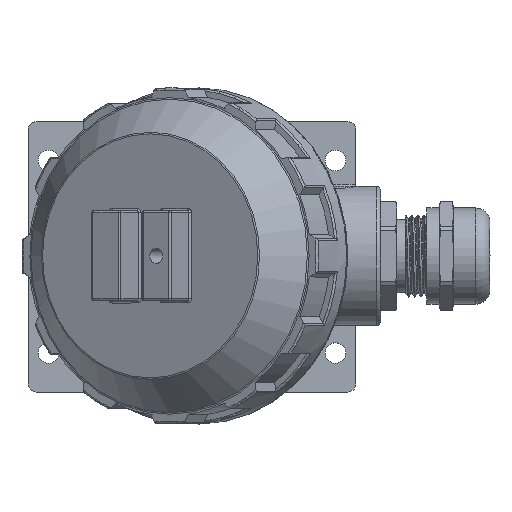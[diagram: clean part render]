
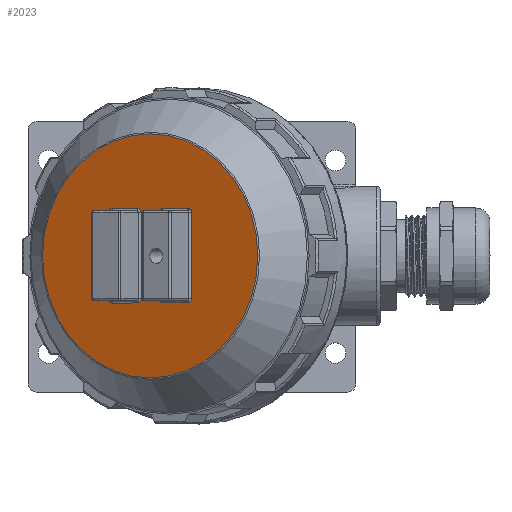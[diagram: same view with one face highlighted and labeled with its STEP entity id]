
A CAD part, top view. The second image highlights one B-rep face of the part: STEP entity #2023.
In plain terms, the highlighted face is planar.
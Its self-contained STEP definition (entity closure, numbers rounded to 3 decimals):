
#2023=ADVANCED_FACE('',(#10296,#10298,#10300),#10302,.T.);
#10296=FACE_BOUND('',#10297,.T.);
#10297=EDGE_LOOP('',(#12382));
#10298=FACE_BOUND('',#10299,.T.);
#10299=EDGE_LOOP('',(#12383,#12384,#12385,#12386,#12387,#12388,#12389,#12390));
#10300=FACE_BOUND('',#10301,.T.);
#10301=EDGE_LOOP('',(#12391,#12392,#12393,#12394,#12395,#12396,#12397,#12398));
#10302=PLANE('',#10303);
#10303=AXIS2_PLACEMENT_3D('',#10304,#10305,#10306);
#10304=CARTESIAN_POINT('',(0.,0.,26.));
#10305=DIRECTION('',(0.,0.,1.));
#10306=DIRECTION('',(1.,0.,0.));
#12382=ORIENTED_EDGE('',*,*,#13586,.T.);
#12383=ORIENTED_EDGE('',*,*,#13587,.F.);
#12384=ORIENTED_EDGE('',*,*,#13588,.F.);
#12385=ORIENTED_EDGE('',*,*,#13589,.F.);
#12386=ORIENTED_EDGE('',*,*,#13590,.F.);
#12387=ORIENTED_EDGE('',*,*,#13591,.F.);
#12388=ORIENTED_EDGE('',*,*,#13592,.F.);
#12389=ORIENTED_EDGE('',*,*,#13593,.F.);
#12390=ORIENTED_EDGE('',*,*,#13594,.F.);
#12391=ORIENTED_EDGE('',*,*,#13595,.F.);
#12392=ORIENTED_EDGE('',*,*,#13596,.F.);
#12393=ORIENTED_EDGE('',*,*,#13597,.F.);
#12394=ORIENTED_EDGE('',*,*,#13598,.F.);
#12395=ORIENTED_EDGE('',*,*,#13599,.F.);
#12396=ORIENTED_EDGE('',*,*,#13600,.F.);
#12397=ORIENTED_EDGE('',*,*,#13601,.F.);
#12398=ORIENTED_EDGE('',*,*,#13602,.F.);
#13586=EDGE_CURVE('',#15045,#15045,#15046,.F.);
#13587=EDGE_CURVE('',#15047,#15048,#15049,.T.);
#13588=EDGE_CURVE('',#15050,#15047,#15051,.T.);
#13589=EDGE_CURVE('',#15052,#15050,#15053,.T.);
#13590=EDGE_CURVE('',#15054,#15052,#15055,.F.);
#13591=EDGE_CURVE('',#15056,#15054,#15057,.T.);
#13592=EDGE_CURVE('',#15058,#15056,#15059,.T.);
#13593=EDGE_CURVE('',#15060,#15058,#15061,.T.);
#13594=EDGE_CURVE('',#15048,#15060,#15062,.F.);
#13595=EDGE_CURVE('',#15063,#15064,#15065,.T.);
#13596=EDGE_CURVE('',#15066,#15063,#15067,.F.);
#13597=EDGE_CURVE('',#15068,#15066,#15069,.T.);
#13598=EDGE_CURVE('',#15070,#15068,#15071,.T.);
#13599=EDGE_CURVE('',#15072,#15070,#15073,.T.);
#13600=EDGE_CURVE('',#15074,#15072,#15075,.F.);
#13601=EDGE_CURVE('',#15076,#15074,#15077,.T.);
#13602=EDGE_CURVE('',#15064,#15076,#15078,.T.);
#15045=VERTEX_POINT('',#23728);
#15046=CIRCLE('',#23729,29.767);
#15047=VERTEX_POINT('',#23733);
#15048=VERTEX_POINT('',#23734);
#15049=LINE('',#23735,#23736);
#15050=VERTEX_POINT('',#23738);
#15051=CIRCLE('',#23739,1.);
#15052=VERTEX_POINT('',#23743);
#15053=LINE('',#23744,#23745);
#15054=VERTEX_POINT('',#23747);
#15055=CIRCLE('',#23748,1.);
#15056=VERTEX_POINT('',#23752);
#15057=LINE('',#23753,#23754);
#15058=VERTEX_POINT('',#23756);
#15059=CIRCLE('',#23757,1.);
#15060=VERTEX_POINT('',#23761);
#15061=LINE('',#23762,#23763);
#15062=CIRCLE('',#23765,1.);
#15063=VERTEX_POINT('',#23769);
#15064=VERTEX_POINT('',#23770);
#15065=LINE('',#23771,#23772);
#15066=VERTEX_POINT('',#23774);
#15067=CIRCLE('',#23775,1.);
#15068=VERTEX_POINT('',#23779);
#15069=LINE('',#23780,#23781);
#15070=VERTEX_POINT('',#23783);
#15071=CIRCLE('',#23784,1.);
#15072=VERTEX_POINT('',#23788);
#15073=LINE('',#23789,#23790);
#15074=VERTEX_POINT('',#23792);
#15075=CIRCLE('',#23793,1.);
#15076=VERTEX_POINT('',#23797);
#15077=LINE('',#23798,#23799);
#15078=CIRCLE('',#23801,1.);
#23728=CARTESIAN_POINT('',(29.767,0.,26.));
#23729=AXIS2_PLACEMENT_3D('',#23730,#23731,#23732);
#23730=CARTESIAN_POINT('',(0.,0.,26.));
#23731=DIRECTION('',(-0.,-0.,-1.));
#23732=DIRECTION('',(1.,0.,0.));
#23733=CARTESIAN_POINT('',(11.5,-10.5,26.));
#23734=CARTESIAN_POINT('',(11.5,10.5,26.));
#23735=CARTESIAN_POINT('',(11.5,-10.5,26.));
#23736=VECTOR('',#23737,1.);
#23737=DIRECTION('',(0.,1.,0.));
#23738=CARTESIAN_POINT('',(10.5,-11.5,26.));
#23739=AXIS2_PLACEMENT_3D('',#23740,#23741,#23742);
#23740=CARTESIAN_POINT('',(10.5,-10.5,26.));
#23741=DIRECTION('',(-0.,0.,1.));
#23742=DIRECTION('',(0.,-1.,0.));
#23743=CARTESIAN_POINT('',(3.5,-11.5,26.));
#23744=CARTESIAN_POINT('',(3.5,-11.5,26.));
#23745=VECTOR('',#23746,1.);
#23746=DIRECTION('',(1.,0.,0.));
#23747=CARTESIAN_POINT('',(2.5,-10.5,26.));
#23748=AXIS2_PLACEMENT_3D('',#23749,#23750,#23751);
#23749=CARTESIAN_POINT('',(3.5,-10.5,26.));
#23750=DIRECTION('',(-0.,-0.,-1.));
#23751=DIRECTION('',(0.,-1.,0.));
#23752=CARTESIAN_POINT('',(2.5,10.5,26.));
#23753=CARTESIAN_POINT('',(2.5,10.5,26.));
#23754=VECTOR('',#23755,1.);
#23755=DIRECTION('',(0.,-1.,0.));
#23756=CARTESIAN_POINT('',(3.5,11.5,26.));
#23757=AXIS2_PLACEMENT_3D('',#23758,#23759,#23760);
#23758=CARTESIAN_POINT('',(3.5,10.5,26.));
#23759=DIRECTION('',(0.,-0.,1.));
#23760=DIRECTION('',(0.,1.,0.));
#23761=CARTESIAN_POINT('',(10.5,11.5,26.));
#23762=CARTESIAN_POINT('',(10.5,11.5,26.));
#23763=VECTOR('',#23764,1.);
#23764=DIRECTION('',(-1.,0.,0.));
#23765=AXIS2_PLACEMENT_3D('',#23766,#23767,#23768);
#23766=CARTESIAN_POINT('',(10.5,10.5,26.));
#23767=DIRECTION('',(0.,0.,-1.));
#23768=DIRECTION('',(0.,1.,0.));
#23769=CARTESIAN_POINT('',(-10.5,-11.5,26.));
#23770=CARTESIAN_POINT('',(-3.5,-11.5,26.));
#23771=CARTESIAN_POINT('',(-10.5,-11.5,26.));
#23772=VECTOR('',#23773,1.);
#23773=DIRECTION('',(1.,0.,0.));
#23774=CARTESIAN_POINT('',(-11.5,-10.5,26.));
#23775=AXIS2_PLACEMENT_3D('',#23776,#23777,#23778);
#23776=CARTESIAN_POINT('',(-10.5,-10.5,26.));
#23777=DIRECTION('',(-0.,-0.,-1.));
#23778=DIRECTION('',(0.,-1.,0.));
#23779=CARTESIAN_POINT('',(-11.5,10.5,26.));
#23780=CARTESIAN_POINT('',(-11.5,10.5,26.));
#23781=VECTOR('',#23782,1.);
#23782=DIRECTION('',(0.,-1.,0.));
#23783=CARTESIAN_POINT('',(-10.5,11.5,26.));
#23784=AXIS2_PLACEMENT_3D('',#23785,#23786,#23787);
#23785=CARTESIAN_POINT('',(-10.5,10.5,26.));
#23786=DIRECTION('',(0.,-0.,1.));
#23787=DIRECTION('',(0.,1.,0.));
#23788=CARTESIAN_POINT('',(-3.5,11.5,26.));
#23789=CARTESIAN_POINT('',(-3.5,11.5,26.));
#23790=VECTOR('',#23791,1.);
#23791=DIRECTION('',(-1.,0.,0.));
#23792=CARTESIAN_POINT('',(-2.5,10.5,26.));
#23793=AXIS2_PLACEMENT_3D('',#23794,#23795,#23796);
#23794=CARTESIAN_POINT('',(-3.5,10.5,26.));
#23795=DIRECTION('',(0.,0.,-1.));
#23796=DIRECTION('',(0.,1.,0.));
#23797=CARTESIAN_POINT('',(-2.5,-10.5,26.));
#23798=CARTESIAN_POINT('',(-2.5,-10.5,26.));
#23799=VECTOR('',#23800,1.);
#23800=DIRECTION('',(0.,1.,0.));
#23801=AXIS2_PLACEMENT_3D('',#23802,#23803,#23804);
#23802=CARTESIAN_POINT('',(-3.5,-10.5,26.));
#23803=DIRECTION('',(-0.,0.,1.));
#23804=DIRECTION('',(0.,-1.,0.));
